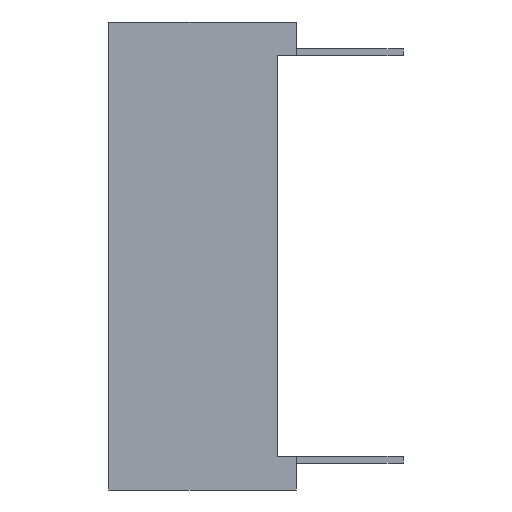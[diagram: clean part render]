
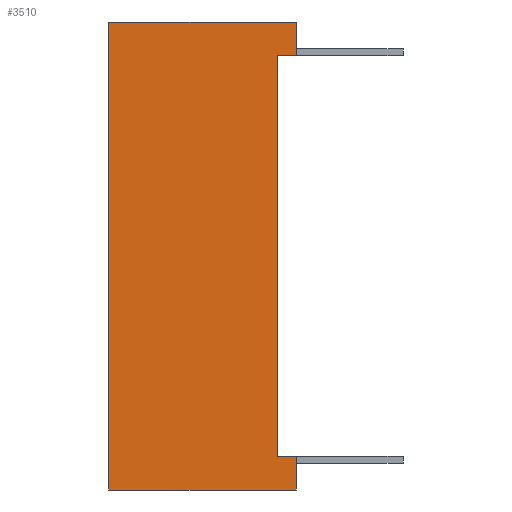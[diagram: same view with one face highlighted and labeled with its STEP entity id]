
A CAD part, left-side view. The second image highlights one B-rep face of the part: STEP entity #3510.
In plain terms, the highlighted planar face has unit normal (-1, 0, 0).
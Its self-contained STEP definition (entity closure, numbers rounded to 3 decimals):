
#362 = EDGE_CURVE ( 'NONE', #13592, #9682, #4125, .T. ) ;
#421 = CARTESIAN_POINT ( 'NONE',  ( -6.2, -6.3, -8.75 ) ) ;
#528 = LINE ( 'NONE', #681, #19122 ) ;
#649 = DIRECTION ( 'NONE',  ( 0., -1., 0. ) ) ;
#681 = CARTESIAN_POINT ( 'NONE',  ( -6.2, -7., -8.75 ) ) ;
#1972 = ORIENTED_EDGE ( 'NONE', *, *, #12408, .T. ) ;
#1997 = CARTESIAN_POINT ( 'NONE',  ( -6.2, -7., 0. ) ) ;
#2104 = CARTESIAN_POINT ( 'NONE',  ( -6.2, -7., -7.5 ) ) ;
#2151 = LINE ( 'NONE', #19751, #21263 ) ;
#2961 = LINE ( 'NONE', #13609, #21522 ) ;
#3273 = VECTOR ( 'NONE', #19233, 1000. ) ;
#3305 = VECTOR ( 'NONE', #9241, 1000. ) ;
#3446 = ORIENTED_EDGE ( 'NONE', *, *, #6477, .T. ) ;
#3510 = ADVANCED_FACE ( 'NONE', ( #10735 ), #15801, .T. ) ;
#3936 = ORIENTED_EDGE ( 'NONE', *, *, #14777, .T. ) ;
#4125 = LINE ( 'NONE', #9269, #3305 ) ;
#4211 = LINE ( 'NONE', #18489, #13834 ) ;
#4310 = VERTEX_POINT ( 'NONE', #9117 ) ;
#4563 = VERTEX_POINT ( 'NONE', #17464 ) ;
#4565 = DIRECTION ( 'NONE',  ( 0., 1., 0. ) ) ;
#5924 = DIRECTION ( 'NONE',  ( 0., -1., 0. ) ) ;
#6406 = VERTEX_POINT ( 'NONE', #2104 ) ;
#6477 = EDGE_CURVE ( 'NONE', #9682, #19161, #528, .T. ) ;
#6557 = CARTESIAN_POINT ( 'NONE',  ( -6.2, -7., 8.75 ) ) ;
#8285 = ORIENTED_EDGE ( 'NONE', *, *, #362, .T. ) ;
#8680 = LINE ( 'NONE', #22753, #3273 ) ;
#8854 = CARTESIAN_POINT ( 'NONE',  ( -6.2, -6.3, -7.5 ) ) ;
#9117 = CARTESIAN_POINT ( 'NONE',  ( -6.2, -7., 7.5 ) ) ;
#9241 = DIRECTION ( 'NONE',  ( 0., 0., -1. ) ) ;
#9269 = CARTESIAN_POINT ( 'NONE',  ( -6.2, 0., 0. ) ) ;
#9432 = CARTESIAN_POINT ( 'NONE',  ( -6.2, -7., -8.75 ) ) ;
#9558 = ORIENTED_EDGE ( 'NONE', *, *, #15850, .T. ) ;
#9682 = VERTEX_POINT ( 'NONE', #12989 ) ;
#9807 = EDGE_CURVE ( 'NONE', #16814, #4563, #22025, .T. ) ;
#10735 = FACE_OUTER_BOUND ( 'NONE', #14136, .T. ) ;
#12291 = LINE ( 'NONE', #1997, #21793 ) ;
#12408 = EDGE_CURVE ( 'NONE', #6406, #16814, #8680, .T. ) ;
#12515 = VECTOR ( 'NONE', #16694, 1000. ) ;
#12989 = CARTESIAN_POINT ( 'NONE',  ( -6.2, 0., -8.75 ) ) ;
#13592 = VERTEX_POINT ( 'NONE', #19952 ) ;
#13609 = CARTESIAN_POINT ( 'NONE',  ( -6.2, -3.5, 7.5 ) ) ;
#13651 = EDGE_CURVE ( 'NONE', #13592, #22838, #4211, .T. ) ;
#13834 = VECTOR ( 'NONE', #5924, 1000. ) ;
#14136 = EDGE_LOOP ( 'NONE', ( #8285, #3446, #3936, #1972, #18271, #17980, #9558, #18060 ) ) ;
#14647 = DIRECTION ( 'NONE',  ( 0., 0., 1. ) ) ;
#14777 = EDGE_CURVE ( 'NONE', #19161, #6406, #2151, .T. ) ;
#15275 = DIRECTION ( 'NONE',  ( 0., 0., 1. ) ) ;
#15307 = DIRECTION ( 'NONE',  ( -1., 0., 0. ) ) ;
#15354 = CARTESIAN_POINT ( 'NONE',  ( -6.2, -7., 0. ) ) ;
#15801 = PLANE ( 'NONE',  #18622 ) ;
#15850 = EDGE_CURVE ( 'NONE', #4310, #22838, #12291, .T. ) ;
#16694 = DIRECTION ( 'NONE',  ( 0., 0., 1. ) ) ;
#16814 = VERTEX_POINT ( 'NONE', #8854 ) ;
#17464 = CARTESIAN_POINT ( 'NONE',  ( -6.2, -6.3, 7.5 ) ) ;
#17980 = ORIENTED_EDGE ( 'NONE', *, *, #23309, .F. ) ;
#18060 = ORIENTED_EDGE ( 'NONE', *, *, #13651, .F. ) ;
#18271 = ORIENTED_EDGE ( 'NONE', *, *, #9807, .T. ) ;
#18489 = CARTESIAN_POINT ( 'NONE',  ( -6.2, -7., 8.75 ) ) ;
#18622 = AXIS2_PLACEMENT_3D ( 'NONE', #15354, #15307, #15275 ) ;
#19122 = VECTOR ( 'NONE', #649, 1000. ) ;
#19161 = VERTEX_POINT ( 'NONE', #9432 ) ;
#19233 = DIRECTION ( 'NONE',  ( 0., 1., 0. ) ) ;
#19751 = CARTESIAN_POINT ( 'NONE',  ( -6.2, -7., 0. ) ) ;
#19952 = CARTESIAN_POINT ( 'NONE',  ( -6.2, 0., 8.75 ) ) ;
#21263 = VECTOR ( 'NONE', #21544, 1000. ) ;
#21522 = VECTOR ( 'NONE', #4565, 1000. ) ;
#21544 = DIRECTION ( 'NONE',  ( 0., 0., 1. ) ) ;
#21793 = VECTOR ( 'NONE', #14647, 1000. ) ;
#22025 = LINE ( 'NONE', #421, #12515 ) ;
#22753 = CARTESIAN_POINT ( 'NONE',  ( -6.2, -7., -7.5 ) ) ;
#22838 = VERTEX_POINT ( 'NONE', #6557 ) ;
#23309 = EDGE_CURVE ( 'NONE', #4310, #4563, #2961, .T. ) ;
